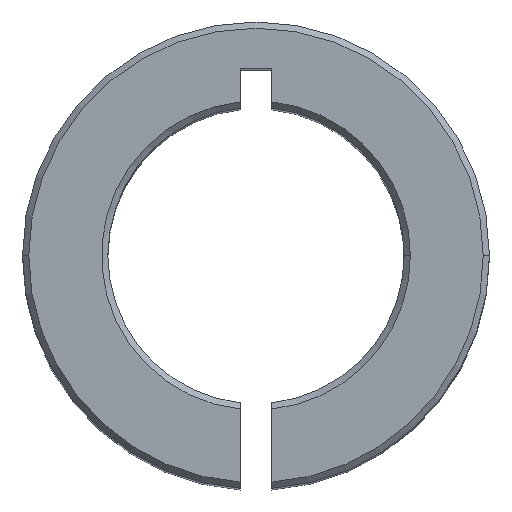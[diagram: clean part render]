
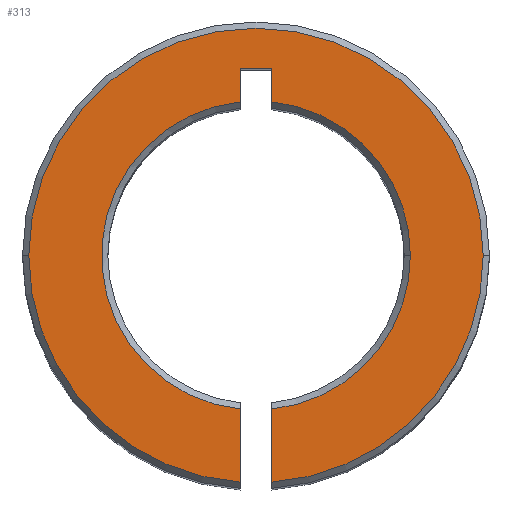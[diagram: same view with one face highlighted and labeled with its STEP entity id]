
A CAD part, top view. The second image highlights one B-rep face of the part: STEP entity #313.
In plain terms, the highlighted planar face has unit normal (0, 0, 1).
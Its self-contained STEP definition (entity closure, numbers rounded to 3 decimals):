
#3 = AXIS2_PLACEMENT_3D ( 'NONE', #386, #300, #254 ) ;
#5 = DIRECTION ( 'NONE',  ( 0., -1., 0. ) ) ;
#6 = PLANE ( 'NONE',  #144 ) ;
#10 = ORIENTED_EDGE ( 'NONE', *, *, #817, .F. ) ;
#11 = EDGE_CURVE ( 'NONE', #840, #524, #795, .T. ) ;
#17 = CARTESIAN_POINT ( 'NONE',  ( 0., 0., 29.5 ) ) ;
#20 = DIRECTION ( 'NONE',  ( 1., 0., 0. ) ) ;
#26 = DIRECTION ( 'NONE',  ( 1., 0., 0. ) ) ;
#45 = LINE ( 'NONE', #198, #748 ) ;
#50 = DIRECTION ( 'NONE',  ( 0., 1., 0. ) ) ;
#57 = CARTESIAN_POINT ( 'NONE',  ( -0.5, 6., 29.5 ) ) ;
#59 = CIRCLE ( 'NONE', #110, 7.3 ) ;
#79 = VERTEX_POINT ( 'NONE', #233 ) ;
#88 = DIRECTION ( 'NONE',  ( 0., 0., 1. ) ) ;
#104 = DIRECTION ( 'NONE',  ( 0., -1., 0. ) ) ;
#110 = AXIS2_PLACEMENT_3D ( 'NONE', #486, #743, #294 ) ;
#116 = LINE ( 'NONE', #661, #150 ) ;
#122 = AXIS2_PLACEMENT_3D ( 'NONE', #477, #262, #378 ) ;
#140 = DIRECTION ( 'NONE',  ( 0., 1., 0. ) ) ;
#141 = DIRECTION ( 'NONE',  ( 0., 0., 1. ) ) ;
#144 = AXIS2_PLACEMENT_3D ( 'NONE', #17, #141, #659 ) ;
#148 = CARTESIAN_POINT ( 'NONE',  ( -0.5, 6., 29.5 ) ) ;
#150 = VECTOR ( 'NONE', #50, 1000. ) ;
#160 = ORIENTED_EDGE ( 'NONE', *, *, #763, .T. ) ;
#166 = VECTOR ( 'NONE', #636, 1000. ) ;
#191 = VECTOR ( 'NONE', #104, 1000. ) ;
#198 = CARTESIAN_POINT ( 'NONE',  ( -0.5, 6., 29.5 ) ) ;
#200 = CARTESIAN_POINT ( 'NONE',  ( -0.5, -4.935, 29.5 ) ) ;
#207 = CARTESIAN_POINT ( 'NONE',  ( 0.5, 6., 29.5 ) ) ;
#208 = EDGE_CURVE ( 'NONE', #842, #669, #279, .T. ) ;
#218 = CIRCLE ( 'NONE', #701, 7.3 ) ;
#219 = ORIENTED_EDGE ( 'NONE', *, *, #812, .T. ) ;
#233 = CARTESIAN_POINT ( 'NONE',  ( 0.5, 4.935, 29.5 ) ) ;
#254 = DIRECTION ( 'NONE',  ( 1., 0., 0. ) ) ;
#262 = DIRECTION ( 'NONE',  ( 0., 0., -1. ) ) ;
#274 = CARTESIAN_POINT ( 'NONE',  ( -0.5, 4.935, 29.5 ) ) ;
#275 = ORIENTED_EDGE ( 'NONE', *, *, #332, .T. ) ;
#279 = LINE ( 'NONE', #668, #166 ) ;
#294 = DIRECTION ( 'NONE',  ( 1., 0., 0. ) ) ;
#299 = CIRCLE ( 'NONE', #816, 4.96 ) ;
#300 = DIRECTION ( 'NONE',  ( 0., 0., 1. ) ) ;
#307 = CARTESIAN_POINT ( 'NONE',  ( 0.5, -7.283, 29.5 ) ) ;
#313 = ADVANCED_FACE ( 'NONE', ( #594 ), #6, .T. ) ;
#325 = CARTESIAN_POINT ( 'NONE',  ( 0.5, 6., 29.5 ) ) ;
#332 = EDGE_CURVE ( 'NONE', #500, #452, #807, .T. ) ;
#335 = CARTESIAN_POINT ( 'NONE',  ( 4.96, 0., 29.5 ) ) ;
#338 = ORIENTED_EDGE ( 'NONE', *, *, #11, .T. ) ;
#358 = ORIENTED_EDGE ( 'NONE', *, *, #208, .F. ) ;
#363 = CARTESIAN_POINT ( 'NONE',  ( -0.5, -7.283, 29.5 ) ) ;
#369 = LINE ( 'NONE', #148, #191 ) ;
#373 = EDGE_CURVE ( 'NONE', #669, #827, #45, .T. ) ;
#378 = DIRECTION ( 'NONE',  ( 1., 0., 0. ) ) ;
#386 = CARTESIAN_POINT ( 'NONE',  ( 0., 0., 29.5 ) ) ;
#391 = DIRECTION ( 'NONE',  ( 0., 0., -1. ) ) ;
#402 = CARTESIAN_POINT ( 'NONE',  ( 0., 0., 29.5 ) ) ;
#413 = CARTESIAN_POINT ( 'NONE',  ( 0.5, -4.935, 29.5 ) ) ;
#430 = VERTEX_POINT ( 'NONE', #200 ) ;
#452 = VERTEX_POINT ( 'NONE', #413 ) ;
#453 = ORIENTED_EDGE ( 'NONE', *, *, #373, .F. ) ;
#457 = CARTESIAN_POINT ( 'NONE',  ( -7.3, 0., 29.5 ) ) ;
#460 = EDGE_LOOP ( 'NONE', ( #553, #702, #453, #358, #10, #219, #275, #617, #596, #338, #160 ) ) ;
#462 = VECTOR ( 'NONE', #140, 1000. ) ;
#464 = VERTEX_POINT ( 'NONE', #307 ) ;
#469 = DIRECTION ( 'NONE',  ( 0., 0., -1. ) ) ;
#477 = CARTESIAN_POINT ( 'NONE',  ( 0., 0., 29.5 ) ) ;
#486 = CARTESIAN_POINT ( 'NONE',  ( 0., 0., 29.5 ) ) ;
#489 = EDGE_CURVE ( 'NONE', #430, #520, #369, .T. ) ;
#495 = CARTESIAN_POINT ( 'NONE',  ( 0., 0., 29.5 ) ) ;
#500 = VERTEX_POINT ( 'NONE', #335 ) ;
#520 = VERTEX_POINT ( 'NONE', #363 ) ;
#523 = LINE ( 'NONE', #325, #462 ) ;
#524 = VERTEX_POINT ( 'NONE', #457 ) ;
#525 = CIRCLE ( 'NONE', #834, 4.96 ) ;
#553 = ORIENTED_EDGE ( 'NONE', *, *, #489, .F. ) ;
#594 = FACE_OUTER_BOUND ( 'NONE', #460, .T. ) ;
#596 = ORIENTED_EDGE ( 'NONE', *, *, #628, .T. ) ;
#616 = DIRECTION ( 'NONE',  ( 1., 0., 0. ) ) ;
#617 = ORIENTED_EDGE ( 'NONE', *, *, #692, .F. ) ;
#628 = EDGE_CURVE ( 'NONE', #464, #840, #59, .T. ) ;
#636 = DIRECTION ( 'NONE',  ( -1., 0., 0. ) ) ;
#659 = DIRECTION ( 'NONE',  ( 1., 0., 0. ) ) ;
#661 = CARTESIAN_POINT ( 'NONE',  ( 0.5, 6., 29.5 ) ) ;
#668 = CARTESIAN_POINT ( 'NONE',  ( -0.5, 6., 29.5 ) ) ;
#669 = VERTEX_POINT ( 'NONE', #57 ) ;
#692 = EDGE_CURVE ( 'NONE', #464, #452, #116, .T. ) ;
#701 = AXIS2_PLACEMENT_3D ( 'NONE', #495, #88, #26 ) ;
#702 = ORIENTED_EDGE ( 'NONE', *, *, #843, .T. ) ;
#741 = CARTESIAN_POINT ( 'NONE',  ( 0., 0., 29.5 ) ) ;
#743 = DIRECTION ( 'NONE',  ( 0., 0., 1. ) ) ;
#748 = VECTOR ( 'NONE', #5, 1000. ) ;
#763 = EDGE_CURVE ( 'NONE', #524, #520, #218, .T. ) ;
#795 = CIRCLE ( 'NONE', #3, 7.3 ) ;
#807 = CIRCLE ( 'NONE', #122, 4.96 ) ;
#810 = CARTESIAN_POINT ( 'NONE',  ( 7.3, 0., 29.5 ) ) ;
#812 = EDGE_CURVE ( 'NONE', #79, #500, #525, .T. ) ;
#816 = AXIS2_PLACEMENT_3D ( 'NONE', #402, #469, #616 ) ;
#817 = EDGE_CURVE ( 'NONE', #79, #842, #523, .T. ) ;
#827 = VERTEX_POINT ( 'NONE', #274 ) ;
#834 = AXIS2_PLACEMENT_3D ( 'NONE', #741, #391, #20 ) ;
#840 = VERTEX_POINT ( 'NONE', #810 ) ;
#842 = VERTEX_POINT ( 'NONE', #207 ) ;
#843 = EDGE_CURVE ( 'NONE', #430, #827, #299, .T. ) ;
